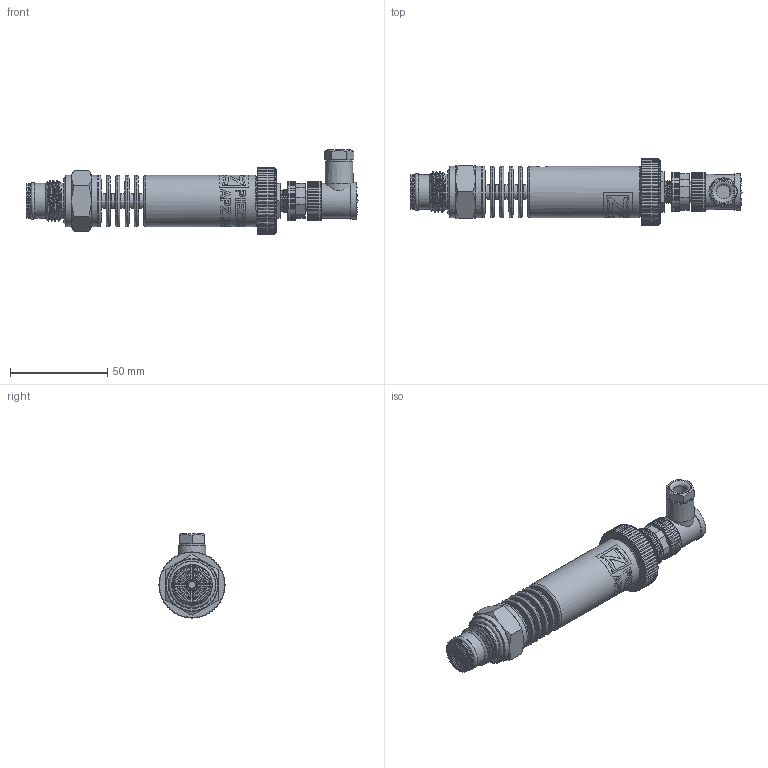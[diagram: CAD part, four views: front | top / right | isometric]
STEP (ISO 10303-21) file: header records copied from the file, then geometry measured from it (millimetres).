
FILE_DESCRIPTION(/* description */ (''),/* implementation_level */ '2;1');
FILE_NAME(/* name */ 'APZ3420m_G1''2DIN-solidflush_radiator_3.step',/* time_stamp */ '2021-07-06T15:55:45+03:00',/* author */ (''),/* organization */ (''),/* preprocessor_version */ 'ST-DEVELOPER v18.1',/* originating_system */ 'Autodesk Translation Framework v10.9.0.1377',/* authorisation */ '');
FILE_SCHEMA (('AUTOMOTIVE_DESIGN { 1 0 10303 214 3 1 1 }'));
Length unit declared in the file: millimetre
Products named in the file (7): АПЗ 3420м заполненная; OMAL nut M27x1.5; Ш100.000.002; M12x1 male; M12x1 female angular; shell radiator; G 1/2 flush diaphragm
Assembly tree (6 placements, depth 2):
  АПЗ 3420м заполненная
    OMAL nut M27x1.5
    Ш100.000.002
    M12x1 male
    M12x1 female angular
    shell radiator
    G 1/2 flush diaphragm
Bounding box: 170.57 x 34 x 43.2 mm (x, y, z)
Volume: 74992.6 mm3; surface area: 31663.5 mm2
Topology: 19 solids, 19 shells, 1096 faces, 3013 edges, 2012 vertices
Faces by surface type: bspline 479, cylinder 341, plane 190, torus 44, cone 41, sphere 1
Full cylindrical faces by diameter (mm): 1 x12, 1.5 x4, 2 x2, 4 x1, 7 x1, 7.183 x1, 7.5 x5, 8 x1, 8.2 x1, 9.471 x2, 10.6 x2, 10.741 x6, 11.035 x4, 11.156 x1, 11.884 x5, 12.152 x4, 13 x1, 14 x1, 14.137 x4, 14.526 x3, 15 x1, 15.85 x3, 16.203 x3, 17.4 x1, 18 x4, 18.4 x1, 18.631 x2, 19 x1, 21.4 x2, 22.3 x1
Entity records: 60083 total; most frequent: CARTESIAN_POINT 35434, ORIENTED_EDGE 6026, DIRECTION 3617, EDGE_CURVE 3013, VERTEX_POINT 2012, AXIS2_PLACEMENT_3D 1336, B_SPLINE_CURVE_WITH_KNOTS 1272, EDGE_LOOP 1173
